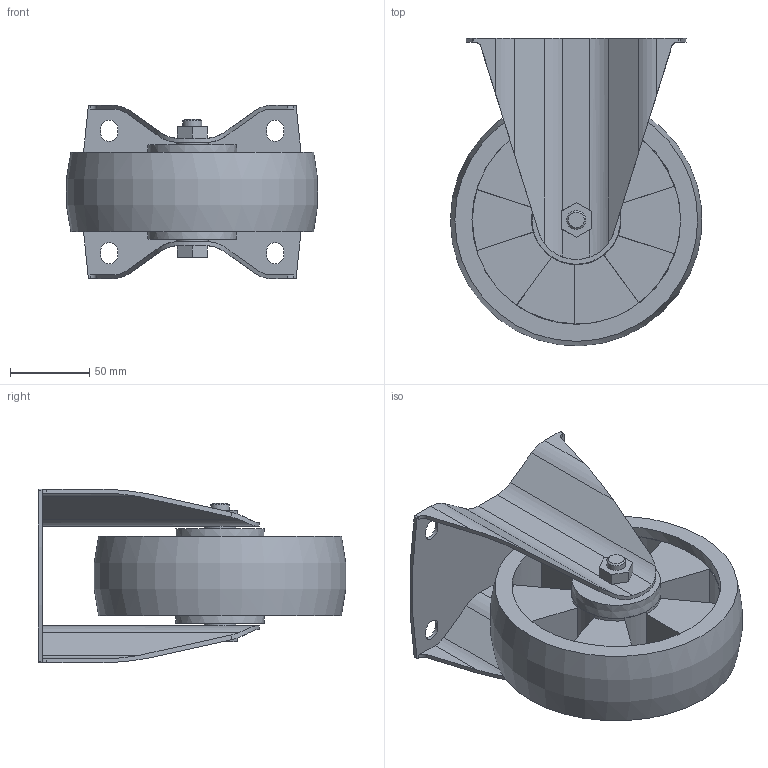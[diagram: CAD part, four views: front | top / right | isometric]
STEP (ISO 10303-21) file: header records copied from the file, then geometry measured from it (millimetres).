
FILE_DESCRIPTION(/* description */ ('STEP AP203'),/* implementation_level */ '2;1');
FILE_NAME(/* name */ 'K1765.1016005010',/* time_stamp */ '2025-06-24T15:58:49+02:00',/* author */ ('License CC BY-ND 4.0'),/* organization */ ('CADENAS'),/* preprocessor_version */ 'ST-DEVELOPER v19.3',/* originating_system */ 'PARTsolutions',/* authorisation */ ' ');
FILE_SCHEMA (('CONFIG_CONTROL_DESIGN'));
Length unit declared in the file: millimetre
Products named in the file (1): K1765.1016005010
Bounding box: 158.97 x 194.57 x 110 mm (x, y, z)
Volume: 601335.9 mm3; surface area: 190610.8 mm2
Topology: 1 solids, 1 shells, 166 faces, 467 edges, 306 vertices
Faces by surface type: plane 97, cylinder 65, cone 3, torus 1
Full cylindrical faces by diameter (mm): 12 x1, 20 x2, 132 x2
Entity records: 5368 total; most frequent: CARTESIAN_POINT 985, DIRECTION 932, ORIENTED_EDGE 902, EDGE_CURVE 451, AXIS2_PLACEMENT_3D 326, VERTEX_POINT 299, LINE 280, VECTOR 280
